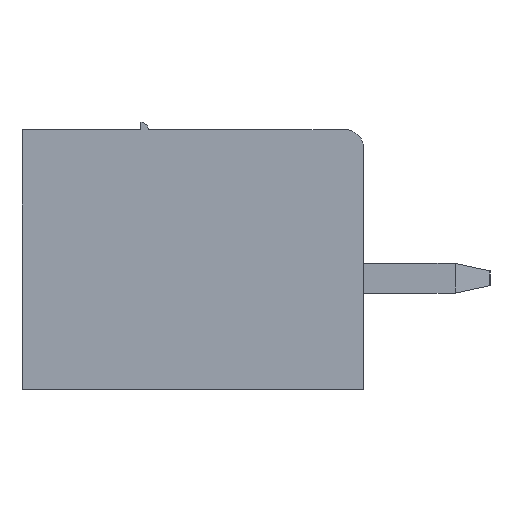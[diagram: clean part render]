
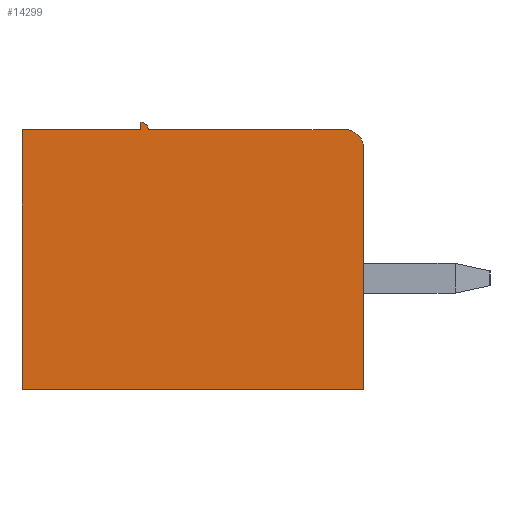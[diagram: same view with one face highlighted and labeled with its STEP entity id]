
A CAD part, left-side view. The second image highlights one B-rep face of the part: STEP entity #14299.
In plain terms, the highlighted planar face has unit normal (-1, 0, 0).
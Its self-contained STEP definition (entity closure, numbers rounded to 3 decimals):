
#688 = DIRECTION ( 'NONE',  ( 0., 0., 1. ) ) ;
#1290 = EDGE_CURVE ( 'NONE', #20200, #5864, #6166, .T. ) ;
#1406 = DIRECTION ( 'NONE',  ( -1., 0., 0. ) ) ;
#1413 = LINE ( 'NONE', #1939, #30464 ) ;
#1701 = CARTESIAN_POINT ( 'NONE',  ( 0., 9.2, 7. ) ) ;
#1804 = CIRCLE ( 'NONE', #2401, 0.2 ) ;
#1939 = CARTESIAN_POINT ( 'NONE',  ( 0., 9.2, 0. ) ) ;
#2401 = AXIS2_PLACEMENT_3D ( 'NONE', #29767, #36032, #29947 ) ;
#5216 = ORIENTED_EDGE ( 'NONE', *, *, #11461, .T. ) ;
#5296 = VECTOR ( 'NONE', #33397, 1000. ) ;
#5709 = LINE ( 'NONE', #19851, #23398 ) ;
#5864 = VERTEX_POINT ( 'NONE', #26697 ) ;
#6166 = LINE ( 'NONE', #29799, #25931 ) ;
#7008 = CIRCLE ( 'NONE', #31294, 0.5 ) ;
#7297 = DIRECTION ( 'NONE',  ( 0., 0., -1. ) ) ;
#9704 = CARTESIAN_POINT ( 'NONE',  ( 0., 9.2, 0. ) ) ;
#10003 = DIRECTION ( 'NONE',  ( 0., -1., 0. ) ) ;
#11455 = PLANE ( 'NONE',  #28859 ) ;
#11461 = EDGE_CURVE ( 'NONE', #5864, #15072, #7008, .T. ) ;
#11580 = VECTOR ( 'NONE', #13302, 1000. ) ;
#11962 = VERTEX_POINT ( 'NONE', #22010 ) ;
#12239 = CARTESIAN_POINT ( 'NONE',  ( 0., 6., 7.2 ) ) ;
#12620 = ORIENTED_EDGE ( 'NONE', *, *, #24788, .T. ) ;
#12725 = VERTEX_POINT ( 'NONE', #33426 ) ;
#13021 = CARTESIAN_POINT ( 'NONE',  ( 0., 6., 7. ) ) ;
#13302 = DIRECTION ( 'NONE',  ( 0., -1., 0. ) ) ;
#13879 = ORIENTED_EDGE ( 'NONE', *, *, #17140, .T. ) ;
#14257 = EDGE_LOOP ( 'NONE', ( #33422, #5216, #21880, #35346, #13879, #22566, #34492, #12620 ) ) ;
#14299 = ADVANCED_FACE ( 'NONE', ( #15275 ), #11455, .F. ) ;
#15072 = VERTEX_POINT ( 'NONE', #25259 ) ;
#15275 = FACE_OUTER_BOUND ( 'NONE', #14257, .T. ) ;
#16092 = LINE ( 'NONE', #36799, #5296 ) ;
#16991 = DIRECTION ( 'NONE',  ( 0., -1., 0. ) ) ;
#17140 = EDGE_CURVE ( 'NONE', #29454, #32055, #25418, .T. ) ;
#17461 = CARTESIAN_POINT ( 'NONE',  ( 0., 0., 0. ) ) ;
#17578 = CARTESIAN_POINT ( 'NONE',  ( 0., 9.2, 7. ) ) ;
#19059 = LINE ( 'NONE', #1701, #11580 ) ;
#19851 = CARTESIAN_POINT ( 'NONE',  ( 0., 9.2, 7. ) ) ;
#20200 = VERTEX_POINT ( 'NONE', #17461 ) ;
#21880 = ORIENTED_EDGE ( 'NONE', *, *, #27861, .F. ) ;
#22010 = CARTESIAN_POINT ( 'NONE',  ( 0., 5.8, 7. ) ) ;
#22566 = ORIENTED_EDGE ( 'NONE', *, *, #29951, .F. ) ;
#23009 = VERTEX_POINT ( 'NONE', #9704 ) ;
#23102 = DIRECTION ( 'NONE',  ( 0., 0., -1. ) ) ;
#23398 = VECTOR ( 'NONE', #16991, 1000. ) ;
#23680 = EDGE_CURVE ( 'NONE', #11962, #29454, #1804, .T. ) ;
#24788 = EDGE_CURVE ( 'NONE', #23009, #20200, #1413, .T. ) ;
#25231 = DIRECTION ( 'NONE',  ( 0., 0., -1. ) ) ;
#25259 = CARTESIAN_POINT ( 'NONE',  ( 0., 0.5, 7. ) ) ;
#25418 = LINE ( 'NONE', #13021, #29156 ) ;
#25931 = VECTOR ( 'NONE', #688, 1000. ) ;
#26530 = DIRECTION ( 'NONE',  ( 1., 0., 0. ) ) ;
#26697 = CARTESIAN_POINT ( 'NONE',  ( 0., 0., 6.5 ) ) ;
#27318 = CARTESIAN_POINT ( 'NONE',  ( 0., 0.5, 6.5 ) ) ;
#27861 = EDGE_CURVE ( 'NONE', #11962, #15072, #5709, .T. ) ;
#28859 = AXIS2_PLACEMENT_3D ( 'NONE', #17578, #26530, #23102 ) ;
#29156 = VECTOR ( 'NONE', #25231, 1000. ) ;
#29454 = VERTEX_POINT ( 'NONE', #12239 ) ;
#29767 = CARTESIAN_POINT ( 'NONE',  ( 0., 6., 7. ) ) ;
#29799 = CARTESIAN_POINT ( 'NONE',  ( 0., 0., 7. ) ) ;
#29947 = DIRECTION ( 'NONE',  ( 0., 0., 1. ) ) ;
#29951 = EDGE_CURVE ( 'NONE', #12725, #32055, #19059, .T. ) ;
#30464 = VECTOR ( 'NONE', #10003, 1000. ) ;
#31294 = AXIS2_PLACEMENT_3D ( 'NONE', #27318, #1406, #7297 ) ;
#32055 = VERTEX_POINT ( 'NONE', #36749 ) ;
#33397 = DIRECTION ( 'NONE',  ( 0., 0., 1. ) ) ;
#33422 = ORIENTED_EDGE ( 'NONE', *, *, #1290, .T. ) ;
#33426 = CARTESIAN_POINT ( 'NONE',  ( 0., 9.2, 7. ) ) ;
#34492 = ORIENTED_EDGE ( 'NONE', *, *, #37336, .F. ) ;
#35346 = ORIENTED_EDGE ( 'NONE', *, *, #23680, .T. ) ;
#36032 = DIRECTION ( 'NONE',  ( -1., 0., 0. ) ) ;
#36749 = CARTESIAN_POINT ( 'NONE',  ( 0., 6., 7. ) ) ;
#36799 = CARTESIAN_POINT ( 'NONE',  ( 0., 9.2, 7. ) ) ;
#37336 = EDGE_CURVE ( 'NONE', #23009, #12725, #16092, .T. ) ;
